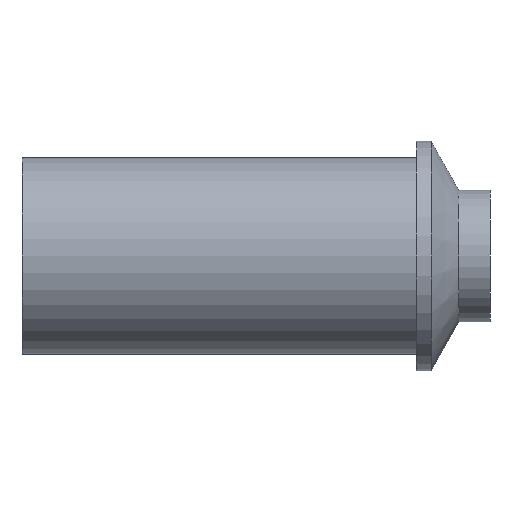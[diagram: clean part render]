
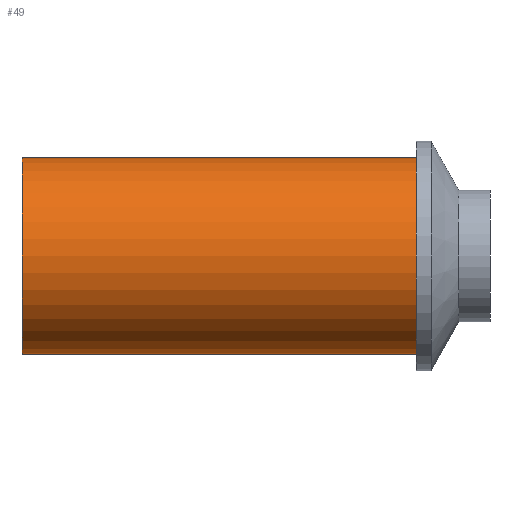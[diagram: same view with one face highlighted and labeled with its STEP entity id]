
A CAD part, left-side view. The second image highlights one B-rep face of the part: STEP entity #49.
In plain terms, the highlighted cylindrical face has radius 6 mm (diameter 12 mm), a partial arc.
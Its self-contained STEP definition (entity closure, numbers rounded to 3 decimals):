
#5 = CARTESIAN_POINT ( 'NONE',  ( 0., 0., 6. ) ) ;
#11 = VERTEX_POINT ( 'NONE', #19 ) ;
#12 = DIRECTION ( 'NONE',  ( 0., 1., 0. ) ) ;
#19 = CARTESIAN_POINT ( 'NONE',  ( 0., 24., 6. ) ) ;
#24 = CARTESIAN_POINT ( 'NONE',  ( 0., 0., -6. ) ) ;
#27 = DIRECTION ( 'NONE',  ( 0., 0., 1. ) ) ;
#28 = DIRECTION ( 'NONE',  ( 0., 0., -1. ) ) ;
#37 = CIRCLE ( 'NONE', #54, 6. ) ;
#49 = ADVANCED_FACE ( 'NONE', ( #347 ), #344, .T. ) ;
#54 = AXIS2_PLACEMENT_3D ( 'NONE', #233, #12, #127 ) ;
#55 = DIRECTION ( 'NONE',  ( 0., -1., 0. ) ) ;
#79 = CARTESIAN_POINT ( 'NONE',  ( 0., 24., 6. ) ) ;
#82 = DIRECTION ( 'NONE',  ( 0., 1., 0. ) ) ;
#90 = VECTOR ( 'NONE', #345, 1000. ) ;
#98 = EDGE_LOOP ( 'NONE', ( #206, #225, #112, #315 ) ) ;
#112 = ORIENTED_EDGE ( 'NONE', *, *, #138, .T. ) ;
#115 = CIRCLE ( 'NONE', #284, 6. ) ;
#120 = CARTESIAN_POINT ( 'NONE',  ( 0., 24., -6. ) ) ;
#127 = DIRECTION ( 'NONE',  ( 0., 0., 1. ) ) ;
#138 = EDGE_CURVE ( 'NONE', #278, #174, #294, .T. ) ;
#167 = CARTESIAN_POINT ( 'NONE',  ( 0., 24., 0. ) ) ;
#174 = VERTEX_POINT ( 'NONE', #24 ) ;
#181 = EDGE_CURVE ( 'NONE', #11, #205, #316, .T. ) ;
#188 = AXIS2_PLACEMENT_3D ( 'NONE', #167, #55, #28 ) ;
#190 = CARTESIAN_POINT ( 'NONE',  ( 0., 24., 0. ) ) ;
#205 = VERTEX_POINT ( 'NONE', #5 ) ;
#206 = ORIENTED_EDGE ( 'NONE', *, *, #181, .F. ) ;
#218 = EDGE_CURVE ( 'NONE', #174, #205, #37, .T. ) ;
#220 = DIRECTION ( 'NONE',  ( 0., -1., 0. ) ) ;
#225 = ORIENTED_EDGE ( 'NONE', *, *, #281, .F. ) ;
#233 = CARTESIAN_POINT ( 'NONE',  ( 0., 0., 0. ) ) ;
#267 = CARTESIAN_POINT ( 'NONE',  ( 0., 24., -6. ) ) ;
#270 = VECTOR ( 'NONE', #220, 1000. ) ;
#278 = VERTEX_POINT ( 'NONE', #267 ) ;
#281 = EDGE_CURVE ( 'NONE', #278, #11, #115, .T. ) ;
#284 = AXIS2_PLACEMENT_3D ( 'NONE', #190, #82, #27 ) ;
#294 = LINE ( 'NONE', #120, #270 ) ;
#315 = ORIENTED_EDGE ( 'NONE', *, *, #218, .T. ) ;
#316 = LINE ( 'NONE', #79, #90 ) ;
#344 = CYLINDRICAL_SURFACE ( 'NONE', #188, 6. ) ;
#345 = DIRECTION ( 'NONE',  ( 0., -1., 0. ) ) ;
#347 = FACE_OUTER_BOUND ( 'NONE', #98, .T. ) ;
